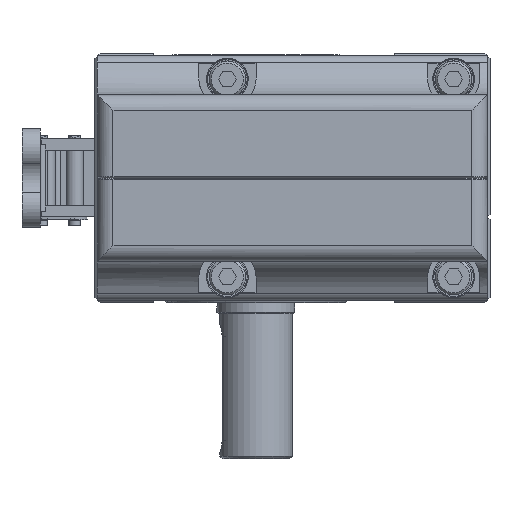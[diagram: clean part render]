
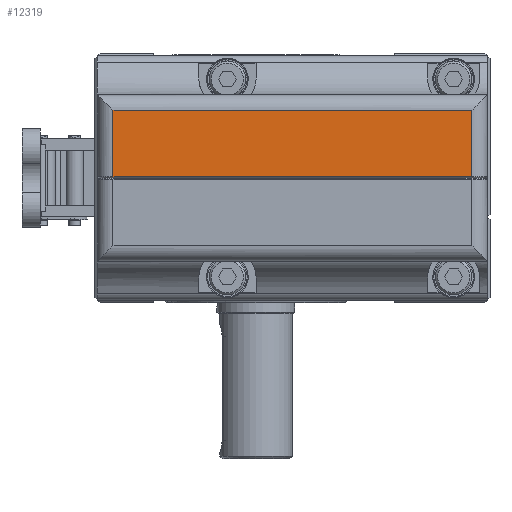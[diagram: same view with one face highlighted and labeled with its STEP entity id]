
A CAD part, left-side view. The second image highlights one B-rep face of the part: STEP entity #12319.
In plain terms, the highlighted planar face has unit normal (-1, 0, 0).
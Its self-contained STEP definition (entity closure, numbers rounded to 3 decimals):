
#267=B_SPLINE_CURVE_WITH_KNOTS('',3,(#19865,#19866,#19867,#19868),
 .UNSPECIFIED.,.F.,.F.,(4,4),(0.,1.),.UNSPECIFIED.);
#2587=ORIENTED_EDGE('',*,*,#5225,.F.);
#2588=ORIENTED_EDGE('',*,*,#5226,.F.);
#2589=ORIENTED_EDGE('',*,*,#5227,.T.);
#2590=ORIENTED_EDGE('',*,*,#5228,.T.);
#5225=EDGE_CURVE('',#6685,#6686,#7769,.T.);
#5226=EDGE_CURVE('',#6687,#6685,#7770,.T.);
#5227=EDGE_CURVE('',#6687,#6688,#7771,.T.);
#5228=EDGE_CURVE('',#6688,#6686,#267,.T.);
#6685=VERTEX_POINT('',#19859);
#6686=VERTEX_POINT('',#19860);
#6687=VERTEX_POINT('',#19862);
#6688=VERTEX_POINT('',#19864);
#7769=LINE('',#19858,#8780);
#7770=LINE('',#19861,#8781);
#7771=LINE('',#19863,#8782);
#8780=VECTOR('',#15845,1000.);
#8781=VECTOR('',#15846,1000.);
#8782=VECTOR('',#15847,1000.);
#9827=EDGE_LOOP('',(#2587,#2588,#2589,#2590));
#10899=FACE_BOUND('',#9827,.T.);
#11722=PLANE('',#13439);
#12319=ADVANCED_FACE('',(#10899),#11722,.F.);
#13439=AXIS2_PLACEMENT_3D('',#19857,#15843,#15844);
#15843=DIRECTION('',(1.,0.,0.));
#15844=DIRECTION('',(0.,0.,-1.));
#15845=DIRECTION('',(0.,0.,-1.));
#15846=DIRECTION('',(0.,-1.,0.));
#15847=DIRECTION('',(0.,0.,-1.));
#19857=CARTESIAN_POINT('',(-149.,34.5,23.5));
#19858=CARTESIAN_POINT('',(-149.,-34.5,23.5));
#19859=CARTESIAN_POINT('',(-149.,-34.5,13.));
#19860=CARTESIAN_POINT('',(-149.,-34.5,0.25));
#19861=CARTESIAN_POINT('',(-149.,37.5,13.));
#19862=CARTESIAN_POINT('',(-149.,34.5,13.));
#19863=CARTESIAN_POINT('',(-149.,34.5,23.5));
#19864=CARTESIAN_POINT('',(-149.,34.5,0.25));
#19865=CARTESIAN_POINT('',(-149.,34.5,0.25));
#19866=CARTESIAN_POINT('',(-149.,11.5,0.25));
#19867=CARTESIAN_POINT('',(-149.,-11.5,0.25));
#19868=CARTESIAN_POINT('',(-149.,-34.5,0.25));
